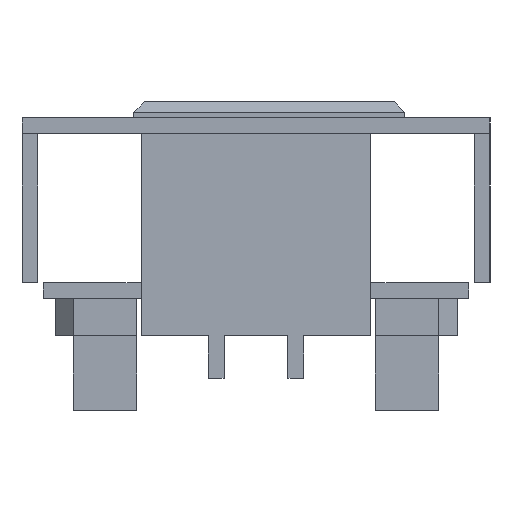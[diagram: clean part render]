
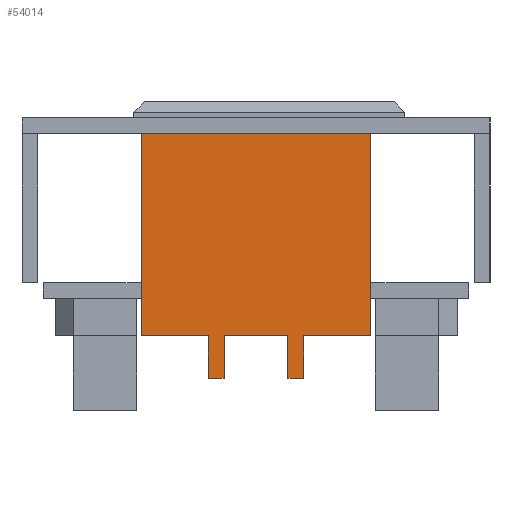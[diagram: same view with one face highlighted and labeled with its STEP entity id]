
A CAD part, left-side view. The second image highlights one B-rep face of the part: STEP entity #54014.
In plain terms, the highlighted planar face has unit normal (-1, 0, 0).
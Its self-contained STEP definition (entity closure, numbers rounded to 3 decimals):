
#1241 = CARTESIAN_POINT ( 'NONE',  ( -217.3, 22., 0. ) ) ;
#1264 = VERTEX_POINT ( 'NONE', #11562 ) ;
#2059 = LINE ( 'NONE', #50410, #26793 ) ;
#3742 = CARTESIAN_POINT ( 'NONE',  ( -217.3, -3., -23. ) ) ;
#4323 = CARTESIAN_POINT ( 'NONE',  ( -217.3, -3., -23. ) ) ;
#4339 = LINE ( 'NONE', #1241, #27221 ) ;
#4511 = VERTEX_POINT ( 'NONE', #33034 ) ;
#4754 = EDGE_CURVE ( 'NONE', #45433, #61473, #48184, .T. ) ;
#5827 = EDGE_CURVE ( 'NONE', #59025, #6285, #2059, .T. ) ;
#6150 = ORIENTED_EDGE ( 'NONE', *, *, #70418, .F. ) ;
#6283 = CARTESIAN_POINT ( 'NONE',  ( -217.3, 10.8, 0. ) ) ;
#6285 = VERTEX_POINT ( 'NONE', #64715 ) ;
#6697 = ORIENTED_EDGE ( 'NONE', *, *, #37112, .F. ) ;
#7457 = LINE ( 'NONE', #33054, #67451 ) ;
#7483 = DIRECTION ( 'NONE',  ( 0., 1., 0. ) ) ;
#7574 = ORIENTED_EDGE ( 'NONE', *, *, #5827, .T. ) ;
#7658 = ORIENTED_EDGE ( 'NONE', *, *, #26377, .T. ) ;
#8096 = VERTEX_POINT ( 'NONE', #10518 ) ;
#8653 = PLANE ( 'NONE',  #62362 ) ;
#8885 = VERTEX_POINT ( 'NONE', #65345 ) ;
#10305 = EDGE_CURVE ( 'NONE', #47804, #56042, #50937, .T. ) ;
#10518 = CARTESIAN_POINT ( 'NONE',  ( -217.3, 4.5, -19. ) ) ;
#11554 = CARTESIAN_POINT ( 'NONE',  ( -217.3, 22., -19. ) ) ;
#11562 = CARTESIAN_POINT ( 'NONE',  ( -217.3, 4.5, -23. ) ) ;
#11646 = LINE ( 'NONE', #64005, #45196 ) ;
#13531 = CARTESIAN_POINT ( 'NONE',  ( -217.3, 22., 0. ) ) ;
#15362 = ORIENTED_EDGE ( 'NONE', *, *, #59246, .T. ) ;
#15690 = LINE ( 'NONE', #18803, #40409 ) ;
#16490 = DIRECTION ( 'NONE',  ( 0., 0., 1. ) ) ;
#18600 = LINE ( 'NONE', #55212, #44212 ) ;
#18803 = CARTESIAN_POINT ( 'NONE',  ( -217.3, 22., -19. ) ) ;
#20414 = CARTESIAN_POINT ( 'NONE',  ( -217.3, -3., -23. ) ) ;
#20861 = EDGE_CURVE ( 'NONE', #8096, #6285, #26273, .T. ) ;
#22767 = CARTESIAN_POINT ( 'NONE',  ( -217.3, -10.8, 0. ) ) ;
#22827 = CARTESIAN_POINT ( 'NONE',  ( -217.3, 3., -19. ) ) ;
#22954 = DIRECTION ( 'NONE',  ( 0., 1., 0. ) ) ;
#24313 = ORIENTED_EDGE ( 'NONE', *, *, #64986, .T. ) ;
#24623 = VECTOR ( 'NONE', #47572, 1000. ) ;
#26273 = LINE ( 'NONE', #11554, #61543 ) ;
#26377 = EDGE_CURVE ( 'NONE', #33282, #59025, #11646, .T. ) ;
#26394 = ORIENTED_EDGE ( 'NONE', *, *, #55895, .T. ) ;
#26506 = DIRECTION ( 'NONE',  ( 0., 0., 1. ) ) ;
#26662 = CARTESIAN_POINT ( 'NONE',  ( -217.3, 0.499, 0. ) ) ;
#26793 = VECTOR ( 'NONE', #28938, 1000. ) ;
#26828 = VERTEX_POINT ( 'NONE', #22767 ) ;
#27221 = VECTOR ( 'NONE', #45943, 1000. ) ;
#28878 = EDGE_CURVE ( 'NONE', #8885, #26828, #18600, .T. ) ;
#28938 = DIRECTION ( 'NONE',  ( 0., 0., -1. ) ) ;
#28961 = CARTESIAN_POINT ( 'NONE',  ( -217.3, 0.542, 0. ) ) ;
#29030 = CARTESIAN_POINT ( 'NONE',  ( -217.3, 3., -23. ) ) ;
#30253 = VERTEX_POINT ( 'NONE', #26662 ) ;
#31605 = CARTESIAN_POINT ( 'NONE',  ( -217.3, 22., -19. ) ) ;
#32611 = DIRECTION ( 'NONE',  ( 0., 1., 0. ) ) ;
#33034 = CARTESIAN_POINT ( 'NONE',  ( -217.3, -4.5, -19. ) ) ;
#33054 = CARTESIAN_POINT ( 'NONE',  ( -217.3, -4.5, -23. ) ) ;
#33282 = VERTEX_POINT ( 'NONE', #28961 ) ;
#34254 = CARTESIAN_POINT ( 'NONE',  ( -217.3, 4.5, -23. ) ) ;
#34982 = VECTOR ( 'NONE', #22954, 1000. ) ;
#35635 = CARTESIAN_POINT ( 'NONE',  ( -217.3, 22., -19. ) ) ;
#35715 = ORIENTED_EDGE ( 'NONE', *, *, #4754, .F. ) ;
#36107 = LINE ( 'NONE', #13531, #24623 ) ;
#37112 = EDGE_CURVE ( 'NONE', #56042, #45433, #58157, .T. ) ;
#38003 = DIRECTION ( 'NONE',  ( 0., 0., 1. ) ) ;
#39504 = CARTESIAN_POINT ( 'NONE',  ( -217.3, 3., -23. ) ) ;
#40409 = VECTOR ( 'NONE', #58963, 1000. ) ;
#40655 = ORIENTED_EDGE ( 'NONE', *, *, #28878, .T. ) ;
#41223 = VERTEX_POINT ( 'NONE', #29030 ) ;
#42541 = FACE_OUTER_BOUND ( 'NONE', #62149, .T. ) ;
#43189 = VECTOR ( 'NONE', #59846, 1000. ) ;
#43724 = CARTESIAN_POINT ( 'NONE',  ( -217.3, -4.5, -23. ) ) ;
#44212 = VECTOR ( 'NONE', #38003, 1000. ) ;
#45196 = VECTOR ( 'NONE', #53163, 1000. ) ;
#45433 = VERTEX_POINT ( 'NONE', #48698 ) ;
#45656 = VECTOR ( 'NONE', #32611, 1000. ) ;
#45943 = DIRECTION ( 'NONE',  ( 0., 1., 0. ) ) ;
#46087 = ORIENTED_EDGE ( 'NONE', *, *, #67243, .F. ) ;
#46435 = VECTOR ( 'NONE', #7483, 1000. ) ;
#47572 = DIRECTION ( 'NONE',  ( 0., 1., 0. ) ) ;
#47804 = VERTEX_POINT ( 'NONE', #43724 ) ;
#47906 = DIRECTION ( 'NONE',  ( 0., 0., -1. ) ) ;
#48184 = LINE ( 'NONE', #35635, #46435 ) ;
#48698 = CARTESIAN_POINT ( 'NONE',  ( -217.3, -3., -19. ) ) ;
#50033 = DIRECTION ( 'NONE',  ( 0., 1., 0. ) ) ;
#50410 = CARTESIAN_POINT ( 'NONE',  ( -217.3, 10.8, -19. ) ) ;
#50937 = LINE ( 'NONE', #3742, #45656 ) ;
#51392 = EDGE_CURVE ( 'NONE', #41223, #1264, #57850, .T. ) ;
#53163 = DIRECTION ( 'NONE',  ( 0., 1., 0. ) ) ;
#53304 = ORIENTED_EDGE ( 'NONE', *, *, #56652, .T. ) ;
#53585 = ORIENTED_EDGE ( 'NONE', *, *, #10305, .F. ) ;
#54014 = ADVANCED_FACE ( 'NONE', ( #42541 ), #8653, .F. ) ;
#54327 = VECTOR ( 'NONE', #26506, 1000. ) ;
#55212 = CARTESIAN_POINT ( 'NONE',  ( -217.3, -10.8, -19. ) ) ;
#55895 = EDGE_CURVE ( 'NONE', #30253, #33282, #36107, .T. ) ;
#56042 = VERTEX_POINT ( 'NONE', #4323 ) ;
#56652 = EDGE_CURVE ( 'NONE', #26828, #30253, #4339, .T. ) ;
#57850 = LINE ( 'NONE', #39504, #34982 ) ;
#58157 = LINE ( 'NONE', #20414, #43189 ) ;
#58963 = DIRECTION ( 'NONE',  ( 0., 1., 0. ) ) ;
#59025 = VERTEX_POINT ( 'NONE', #6283 ) ;
#59246 = EDGE_CURVE ( 'NONE', #41223, #61473, #70216, .T. ) ;
#59342 = VECTOR ( 'NONE', #16490, 1000. ) ;
#59846 = DIRECTION ( 'NONE',  ( 0., 0., 1. ) ) ;
#61473 = VERTEX_POINT ( 'NONE', #22827 ) ;
#61543 = VECTOR ( 'NONE', #50033, 1000. ) ;
#61956 = LINE ( 'NONE', #34254, #59342 ) ;
#62149 = EDGE_LOOP ( 'NONE', ( #6150, #40655, #53304, #26394, #7658, #7574, #62474, #46087, #65428, #15362, #35715, #6697, #53585, #24313 ) ) ;
#62362 = AXIS2_PLACEMENT_3D ( 'NONE', #31605, #70757, #47906 ) ;
#62474 = ORIENTED_EDGE ( 'NONE', *, *, #20861, .F. ) ;
#64005 = CARTESIAN_POINT ( 'NONE',  ( -217.3, 22., 0. ) ) ;
#64715 = CARTESIAN_POINT ( 'NONE',  ( -217.3, 10.8, -19. ) ) ;
#64986 = EDGE_CURVE ( 'NONE', #47804, #4511, #7457, .T. ) ;
#65345 = CARTESIAN_POINT ( 'NONE',  ( -217.3, -10.8, -19. ) ) ;
#65428 = ORIENTED_EDGE ( 'NONE', *, *, #51392, .F. ) ;
#65469 = CARTESIAN_POINT ( 'NONE',  ( -217.3, 3., -23. ) ) ;
#67243 = EDGE_CURVE ( 'NONE', #1264, #8096, #61956, .T. ) ;
#67451 = VECTOR ( 'NONE', #71467, 1000. ) ;
#70216 = LINE ( 'NONE', #65469, #54327 ) ;
#70418 = EDGE_CURVE ( 'NONE', #8885, #4511, #15690, .T. ) ;
#70757 = DIRECTION ( 'NONE',  ( 1., 0., 0. ) ) ;
#71467 = DIRECTION ( 'NONE',  ( 0., 0., 1. ) ) ;
